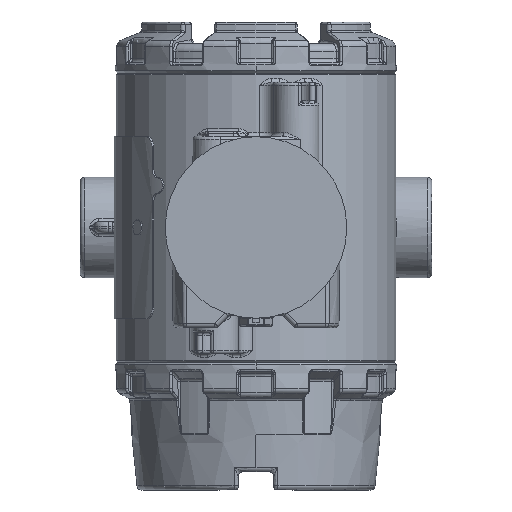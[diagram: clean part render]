
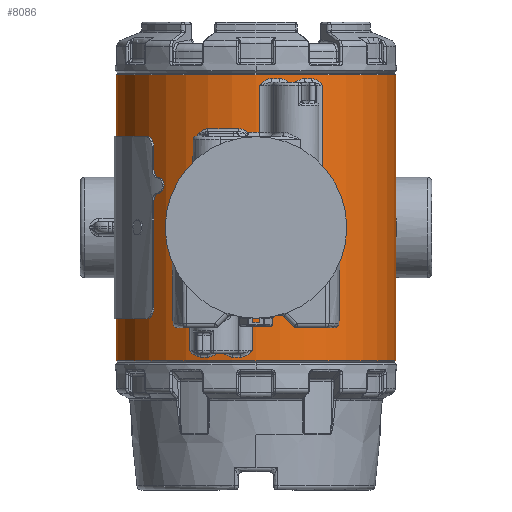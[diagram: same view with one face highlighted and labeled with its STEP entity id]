
A CAD part, front view. The second image highlights one B-rep face of the part: STEP entity #8086.
In plain terms, the highlighted cylindrical face has radius 38.862 mm (diameter 77.724 mm), a partial arc.
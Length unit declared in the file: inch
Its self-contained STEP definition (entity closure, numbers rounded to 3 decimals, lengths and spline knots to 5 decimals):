
#6=DIRECTION('',(0.,0.,1.));
#7=VECTOR('',#6,3.13);
#8=CARTESIAN_POINT('',(1.53,0.,-1.46));
#9=LINE('',#8,#7);
#15=CARTESIAN_POINT('',(0.,0.,-1.46));
#16=DIRECTION('',(0.,0.,-1.));
#17=DIRECTION('',(1.,0.,0.));
#18=AXIS2_PLACEMENT_3D('',#15,#16,#17);
#20=DIRECTION('',(0.,0.,1.));
#21=VECTOR('',#20,3.13);
#22=CARTESIAN_POINT('',(-1.53,0.,
-1.46));
#23=LINE('',#22,#21);
#24=CARTESIAN_POINT('',(0.,0.,1.67));
#25=DIRECTION('',(0.,0.,1.));
#26=DIRECTION('',(-1.,0.,0.));
#27=AXIS2_PLACEMENT_3D('',#24,#25,#26);
#8045=CARTESIAN_POINT('',(-1.53,0.,-1.46));
#8046=CARTESIAN_POINT('',(1.53,0.,-1.46));
#8047=VERTEX_POINT('',#8045);
#8048=VERTEX_POINT('',#8046);
#8053=CARTESIAN_POINT('',(1.53,0.,1.67));
#8054=CARTESIAN_POINT('',(-1.53,0.,1.67));
#8055=VERTEX_POINT('',#8053);
#8056=VERTEX_POINT('',#8054);
#8073=CARTESIAN_POINT('',(0.,0.,1.69));
#8074=DIRECTION('',(0.,0.,1.));
#8075=DIRECTION('',(1.,0.,0.));
#8076=AXIS2_PLACEMENT_3D('',#8073,#8074,#8075);
#8077=CYLINDRICAL_SURFACE('',#8076,1.53);
#8079=ORIENTED_EDGE('',*,*,#8078,.T.);
#8080=ORIENTED_EDGE('',*,*,#8068,.T.);
#8082=ORIENTED_EDGE('',*,*,#8081,.T.);
#8083=ORIENTED_EDGE('',*,*,#8064,.F.);
#8084=EDGE_LOOP('',(#8079,#8080,#8082,#8083));
#8085=FACE_OUTER_BOUND('',#8084,.F.);
#19=CIRCLE('',#18,1.53);
#28=CIRCLE('',#27,1.53);
#8064=EDGE_CURVE('',#8048,#8055,#9,.T.);
#8068=EDGE_CURVE('',#8047,#8056,#23,.T.);
#8078=EDGE_CURVE('',#8048,#8047,#19,.T.);
#8081=EDGE_CURVE('',#8056,#8055,#28,.T.);
#8086=ADVANCED_FACE('',(#8085),#8077,.T.);
